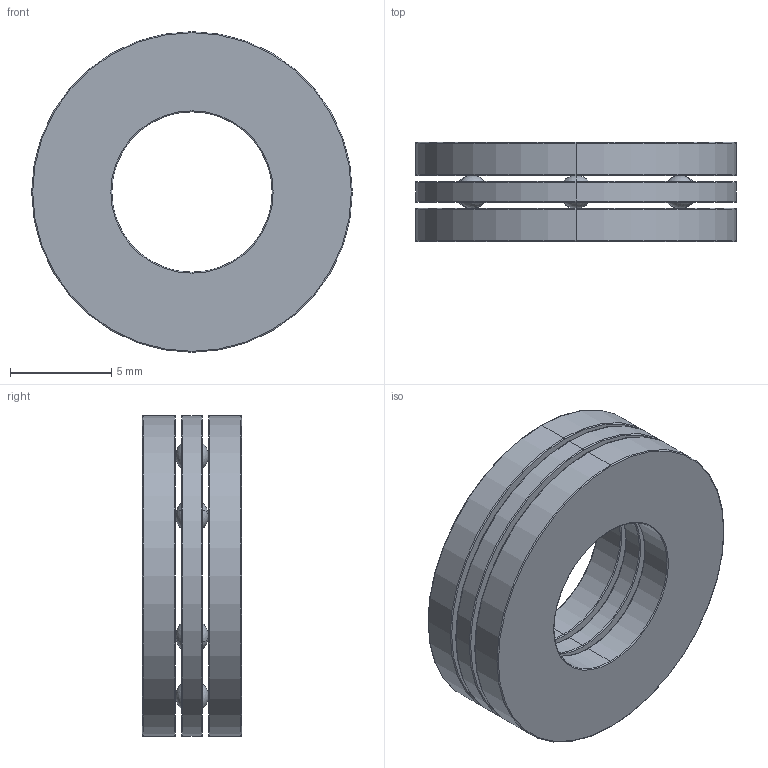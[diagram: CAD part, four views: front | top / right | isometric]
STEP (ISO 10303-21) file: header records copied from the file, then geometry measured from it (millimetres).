
FILE_DESCRIPTION (( 'STEP AP203' ), '1' );
FILE_NAME ('6655K14.STEP', '2014-10-03T14:20:43', ( 'Kyle' ), ( 'Microsoft' ), 'SwSTEP 2.0', 'SolidWorks 2014', '' );
FILE_SCHEMA (( 'CONFIG_CONTROL_DESIGN' ));
Length unit declared in the file: inch
Products named in the file (1): 6655K14
Bounding box: 15.88 x 4.9 x 15.88 mm (x, y, z)
Volume: 639.1 mm3; surface area: 1268.6 mm2
Topology: 9 solids, 9 shells, 66 faces, 192 edges, 120 vertices
Faces by surface type: sphere 24, torus 24, cylinder 12, plane 6
Entity records: 1879 total; most frequent: DIRECTION 386, CARTESIAN_POINT 283, ORIENTED_EDGE 264, AXIS2_PLACEMENT_3D 187, EDGE_CURVE 132, CIRCLE 120, VERTEX_POINT 84, EDGE_LOOP 84
